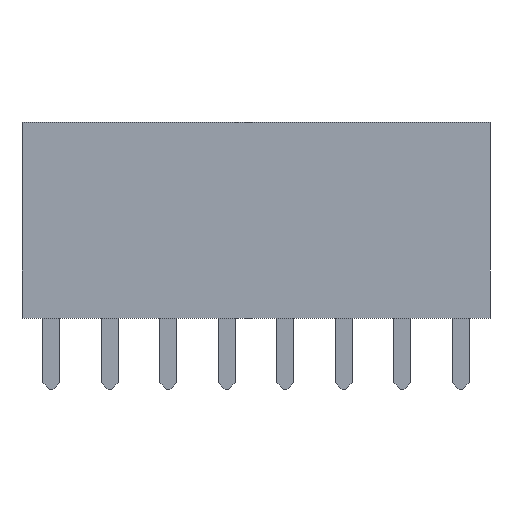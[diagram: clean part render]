
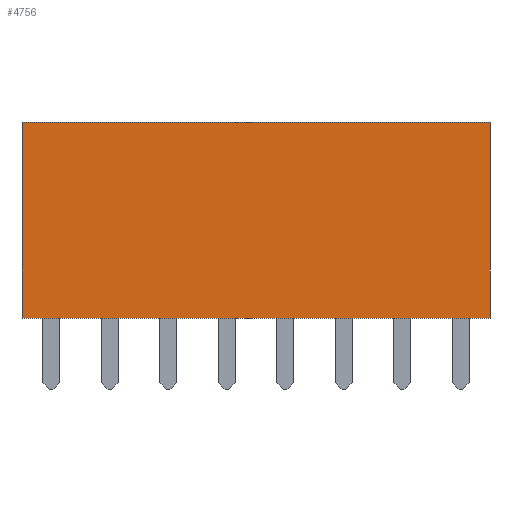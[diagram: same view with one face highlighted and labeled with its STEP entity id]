
A CAD part, front view. The second image highlights one B-rep face of the part: STEP entity #4756.
In plain terms, the highlighted planar face has unit normal (0, -1, 0).
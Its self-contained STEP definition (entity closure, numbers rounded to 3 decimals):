
#168=FACE_OUTER_BOUND('',#468,.T.);
#468=EDGE_LOOP('',(#3491,#3492,#3493,#3494));
#729=LINE('',#6647,#1385);
#764=LINE('',#6718,#1420);
#855=LINE('',#6905,#1511);
#858=LINE('',#6910,#1514);
#1385=VECTOR('',#5386,10.);
#1420=VECTOR('',#5429,10.);
#1511=VECTOR('',#5618,10.);
#1514=VECTOR('',#5625,10.);
#2022=VERTEX_POINT('',#6644);
#2023=VERTEX_POINT('',#6646);
#2055=VERTEX_POINT('',#6717);
#2102=VERTEX_POINT('',#6904);
#2457=EDGE_CURVE('',#2022,#2023,#729,.T.);
#2492=EDGE_CURVE('',#2023,#2055,#764,.T.);
#2583=EDGE_CURVE('',#2102,#2055,#855,.T.);
#2586=EDGE_CURVE('',#2102,#2022,#858,.T.);
#3491=ORIENTED_EDGE('',*,*,#2583,.T.);
#3492=ORIENTED_EDGE('',*,*,#2492,.F.);
#3493=ORIENTED_EDGE('',*,*,#2457,.F.);
#3494=ORIENTED_EDGE('',*,*,#2586,.F.);
#4464=PLANE('',#5080);
#4756=ADVANCED_FACE('',(#168),#4464,.T.);
#5080=AXIS2_PLACEMENT_3D('',#6977,#5694,#5695);
#5386=DIRECTION('',(1.,0.,0.));
#5429=DIRECTION('',(0.,0.,-1.));
#5618=DIRECTION('',(1.,0.,0.));
#5625=DIRECTION('',(0.,0.,1.));
#5694=DIRECTION('center_axis',(0.,-1.,0.));
#5695=DIRECTION('ref_axis',(1.,0.,0.));
#6644=CARTESIAN_POINT('',(-10.16,-2.52,8.6));
#6646=CARTESIAN_POINT('',(10.16,-2.52,8.6));
#6647=CARTESIAN_POINT('',(-10.16,-2.52,8.6));
#6717=CARTESIAN_POINT('',(10.16,-2.52,0.1));
#6718=CARTESIAN_POINT('',(10.16,-2.52,0.1));
#6904=CARTESIAN_POINT('',(-10.16,-2.52,0.1));
#6905=CARTESIAN_POINT('',(-10.16,-2.52,0.1));
#6910=CARTESIAN_POINT('',(-10.16,-2.52,0.1));
#6977=CARTESIAN_POINT('Origin',(-10.16,-2.52,0.1));
